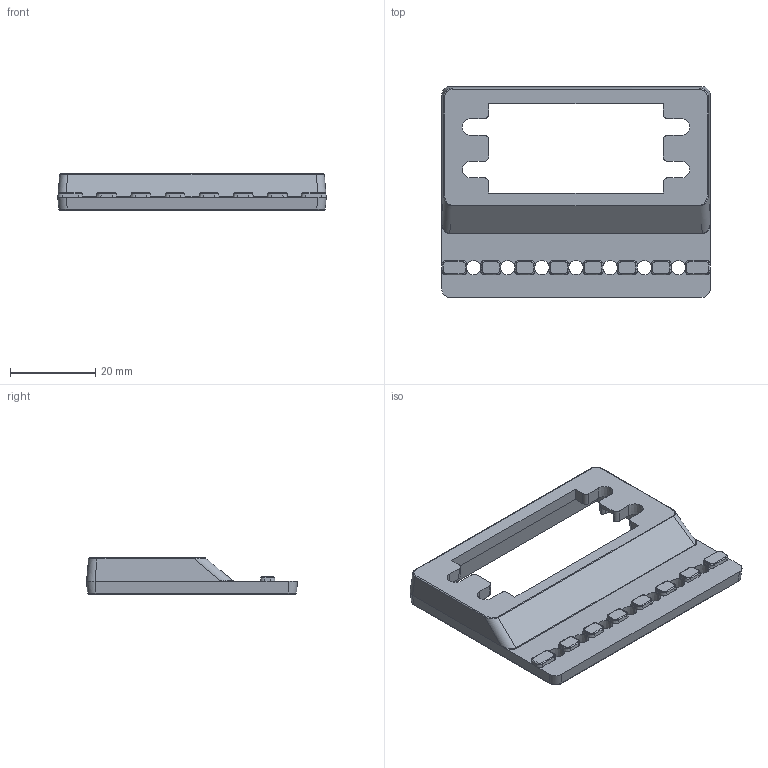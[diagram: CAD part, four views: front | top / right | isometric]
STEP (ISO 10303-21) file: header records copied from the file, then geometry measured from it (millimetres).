
FILE_DESCRIPTION (( 'STEP AP203' ), '1' );
FILE_NAME ('REV-41-1319_Default.step', '2016-09-04T21:38:30', ( '' ), ( '' ), 'SwSTEP 2.0', 'SolidWorks 2015', '' );
FILE_SCHEMA (( 'CONFIG_CONTROL_DESIGN' ));
Length unit declared in the file: inch
Products named in the file (1): REV-41-1319_Default
Bounding box: 63 x 49.5 x 8.45 mm (x, y, z)
Volume: 7523.5 mm3; surface area: 7000.7 mm2
Topology: 1 solids, 1 shells, 271 faces, 691 edges, 408 vertices
Faces by surface type: bspline 103, plane 65, cylinder 62, cone 41
Entity records: 11289 total; most frequent: CARTESIAN_POINT 5682, ORIENTED_EDGE 1366, DIRECTION 838, EDGE_CURVE 683, VERTEX_POINT 408, AXIS2_PLACEMENT_3D 293, EDGE_LOOP 281, FACE_OUTER_BOUND 271
